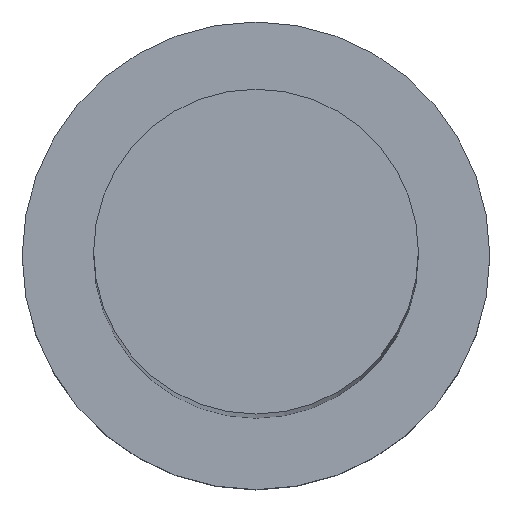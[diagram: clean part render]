
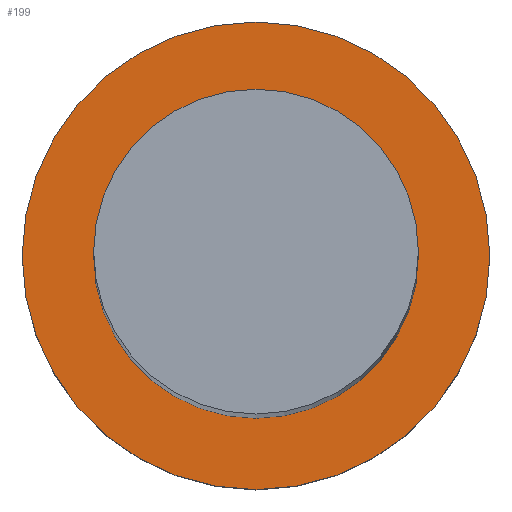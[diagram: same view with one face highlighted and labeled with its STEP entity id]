
A CAD part, top view. The second image highlights one B-rep face of the part: STEP entity #199.
In plain terms, the highlighted planar face has unit normal (0, 0, 1).
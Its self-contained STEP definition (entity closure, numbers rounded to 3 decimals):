
#4 = AXIS2_PLACEMENT_3D ( 'NONE', #80, #95, #75 ) ;
#14 = EDGE_LOOP ( 'NONE', ( #81, #214 ) ) ;
#21 = CARTESIAN_POINT ( 'NONE',  ( 0., 0., 7. ) ) ;
#35 = VERTEX_POINT ( 'NONE', #104 ) ;
#40 = AXIS2_PLACEMENT_3D ( 'NONE', #21, #140, #86 ) ;
#42 = EDGE_CURVE ( 'NONE', #251, #35, #99, .T. ) ;
#48 = DIRECTION ( 'NONE',  ( 0., 0., 1. ) ) ;
#55 = EDGE_CURVE ( 'NONE', #125, #178, #65, .T. ) ;
#58 = AXIS2_PLACEMENT_3D ( 'NONE', #59, #61, #133 ) ;
#59 = CARTESIAN_POINT ( 'NONE',  ( 0., 0., 7. ) ) ;
#61 = DIRECTION ( 'NONE',  ( 0., 0., 1. ) ) ;
#65 = CIRCLE ( 'NONE', #78, 9. ) ;
#75 = DIRECTION ( 'NONE',  ( 1., 0., 0. ) ) ;
#78 = AXIS2_PLACEMENT_3D ( 'NONE', #144, #160, #201 ) ;
#80 = CARTESIAN_POINT ( 'NONE',  ( 0., 0., 7. ) ) ;
#81 = ORIENTED_EDGE ( 'NONE', *, *, #42, .F. ) ;
#86 = DIRECTION ( 'NONE',  ( 1., 0., 0. ) ) ;
#95 = DIRECTION ( 'NONE',  ( 0., 0., 1. ) ) ;
#99 = CIRCLE ( 'NONE', #40, 6.25 ) ;
#102 = ORIENTED_EDGE ( 'NONE', *, *, #126, .T. ) ;
#104 = CARTESIAN_POINT ( 'NONE',  ( 6.25, 0., 7. ) ) ;
#125 = VERTEX_POINT ( 'NONE', #164 ) ;
#126 = EDGE_CURVE ( 'NONE', #178, #125, #246, .T. ) ;
#132 = EDGE_LOOP ( 'NONE', ( #249, #102 ) ) ;
#133 = DIRECTION ( 'NONE',  ( 1., 0., 0. ) ) ;
#140 = DIRECTION ( 'NONE',  ( 0., 0., 1. ) ) ;
#143 = AXIS2_PLACEMENT_3D ( 'NONE', #235, #48, #183 ) ;
#144 = CARTESIAN_POINT ( 'NONE',  ( 0., 0., 7. ) ) ;
#148 = CARTESIAN_POINT ( 'NONE',  ( 9., 0., 7. ) ) ;
#154 = CIRCLE ( 'NONE', #58, 6.25 ) ;
#160 = DIRECTION ( 'NONE',  ( 0., 0., 1. ) ) ;
#164 = CARTESIAN_POINT ( 'NONE',  ( -9., 0., 7. ) ) ;
#178 = VERTEX_POINT ( 'NONE', #148 ) ;
#183 = DIRECTION ( 'NONE',  ( 1., 0., 0. ) ) ;
#186 = FACE_BOUND ( 'NONE', #14, .T. ) ;
#189 = FACE_OUTER_BOUND ( 'NONE', #132, .T. ) ;
#199 = ADVANCED_FACE ( 'NONE', ( #186, #189 ), #250, .T. ) ;
#201 = DIRECTION ( 'NONE',  ( 1., 0., 0. ) ) ;
#204 = CARTESIAN_POINT ( 'NONE',  ( -6.25, 0., 7. ) ) ;
#214 = ORIENTED_EDGE ( 'NONE', *, *, #225, .F. ) ;
#225 = EDGE_CURVE ( 'NONE', #35, #251, #154, .T. ) ;
#235 = CARTESIAN_POINT ( 'NONE',  ( 0., 0., 7. ) ) ;
#246 = CIRCLE ( 'NONE', #143, 9. ) ;
#249 = ORIENTED_EDGE ( 'NONE', *, *, #55, .T. ) ;
#250 = PLANE ( 'NONE',  #4 ) ;
#251 = VERTEX_POINT ( 'NONE', #204 ) ;
